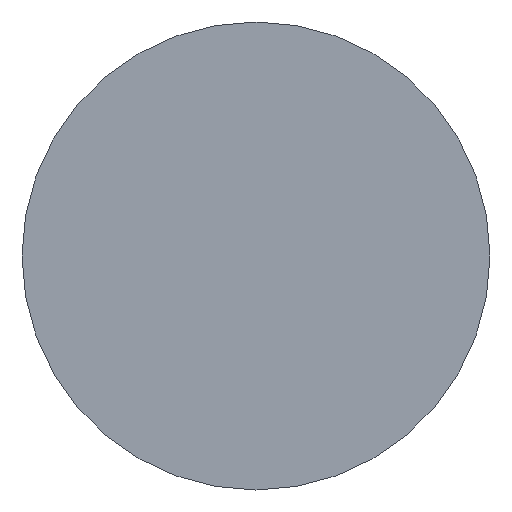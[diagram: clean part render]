
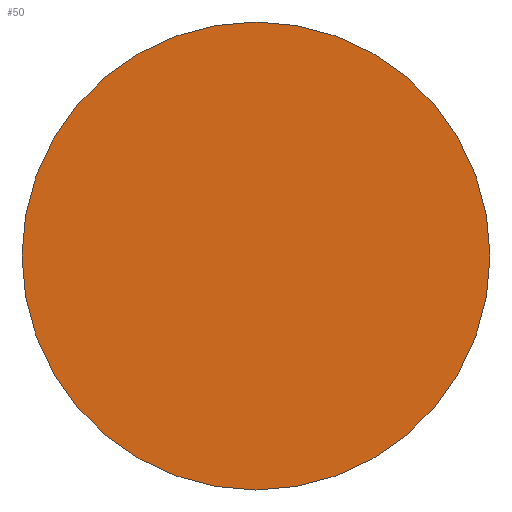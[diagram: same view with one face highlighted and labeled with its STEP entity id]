
A CAD part, front view. The second image highlights one B-rep face of the part: STEP entity #50.
In plain terms, the highlighted planar face has unit normal (0, -1, 0).
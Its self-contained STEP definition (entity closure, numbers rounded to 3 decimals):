
#15=PLANE('',#71);
#18=FACE_OUTER_BOUND('',#21,.T.);
#21=EDGE_LOOP('',(#44,#45));
#27=CIRCLE('',#69,5.);
#28=CIRCLE('',#70,5.);
#31=VERTEX_POINT('',#96);
#32=VERTEX_POINT('',#98);
#36=EDGE_CURVE('',#32,#31,#27,.T.);
#37=EDGE_CURVE('',#31,#32,#28,.T.);
#44=ORIENTED_EDGE('',*,*,#36,.T.);
#45=ORIENTED_EDGE('',*,*,#37,.T.);
#50=ADVANCED_FACE('',(#18),#15,.T.);
#69=AXIS2_PLACEMENT_3D('',#99,#82,#83);
#70=AXIS2_PLACEMENT_3D('',#100,#84,#85);
#71=AXIS2_PLACEMENT_3D('',#101,#86,#87);
#82=DIRECTION('center_axis',(0.,-1.,0.));
#83=DIRECTION('ref_axis',(1.,0.,0.));
#84=DIRECTION('center_axis',(0.,-1.,0.));
#85=DIRECTION('ref_axis',(1.,0.,0.));
#86=DIRECTION('center_axis',(0.,-1.,0.));
#87=DIRECTION('ref_axis',(-1.,0.,0.));
#96=CARTESIAN_POINT('',(31.496,38.,21.5));
#98=CARTESIAN_POINT('',(41.496,38.,21.5));
#99=CARTESIAN_POINT('Origin',(36.496,38.,21.5));
#100=CARTESIAN_POINT('Origin',(36.496,38.,21.5));
#101=CARTESIAN_POINT('Origin',(36.496,38.,21.5));
